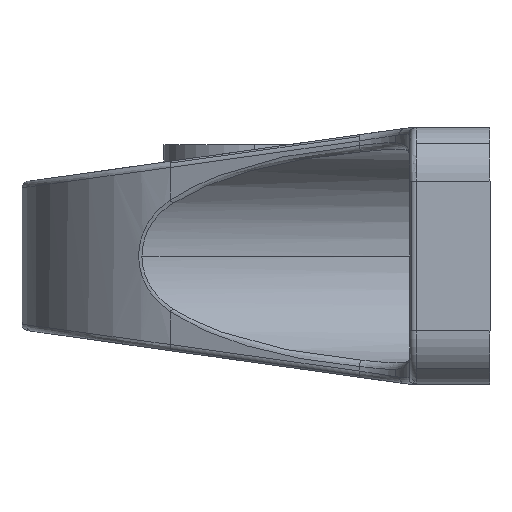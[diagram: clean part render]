
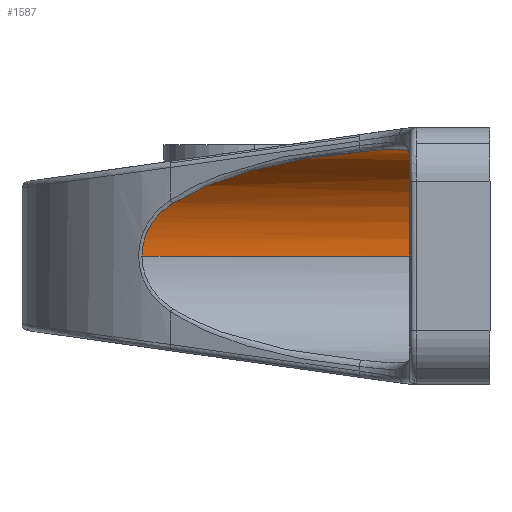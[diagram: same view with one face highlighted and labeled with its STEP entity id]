
A CAD part, left-side view. The second image highlights one B-rep face of the part: STEP entity #1587.
In plain terms, the highlighted cylindrical face has radius 12.7 mm (diameter 25.4 mm), a partial arc.
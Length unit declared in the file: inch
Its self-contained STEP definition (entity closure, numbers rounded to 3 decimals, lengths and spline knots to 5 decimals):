
#1526=CARTESIAN_POINT('',(-0.54062,-0.45795,0.6));
#1527=DIRECTION('',(0.0,1.0,0.0));
#1528=DIRECTION('',(-1.0,0.0,0.0));
#1529=AXIS2_PLACEMENT_3D('',#1526,#1527,#1528);
#1530=CYLINDRICAL_SURFACE('',#1529,0.5);
#1531=CARTESIAN_POINT('',(-0.04062,-0.39535,0.6));
#1532=VERTEX_POINT('',#1531);
#1533=CARTESIAN_POINT('',(-0.04062,0.85673,0.6));
#1534=VERTEX_POINT('',#1533);
#1535=CARTESIAN_POINT('',(-0.04062,-0.39535,0.6));
#1536=DIRECTION('',(0.,1.0,0.));
#1537=VECTOR('',#1536,1.25208);
#1538=LINE('',#1535,#1537);
#1539=EDGE_CURVE('',#1532,#1534,#1538,.T.);
#1540=ORIENTED_EDGE('',*,*,#1539,.F.);
#1541=CARTESIAN_POINT('',(-0.63636,-0.39535,1.09075));
#1542=VERTEX_POINT('',#1541);
#1543=CARTESIAN_POINT('',(-0.54062,-0.39535,0.6));
#1544=DIRECTION('',(0.0,1.0,0.0));
#1545=DIRECTION('',(-1.0,0.0,0.0));
#1546=AXIS2_PLACEMENT_3D('',#1543,#1544,#1545);
#1547=CIRCLE('',#1546,0.5);
#1548=EDGE_CURVE('',#1542,#1532,#1547,.T.);
#1549=ORIENTED_EDGE('',*,*,#1548,.F.);
#1550=CARTESIAN_POINT('',(-0.42786,-0.16981,1.08712));
#1551=VERTEX_POINT('',#1550);
#1552=CARTESIAN_POINT('',(-0.42786,-0.16981,1.08712));
#1553=CARTESIAN_POINT('',(-0.43562,-0.19105,1.08892));
#1554=CARTESIAN_POINT('',(-0.44516,-0.21174,1.09093));
#1555=CARTESIAN_POINT('',(-0.4742,-0.26295,1.0959));
#1556=CARTESIAN_POINT('',(-0.49607,-0.29167,1.09865));
#1557=CARTESIAN_POINT('',(-0.55485,-0.35023,1.10092));
#1558=CARTESIAN_POINT('',(-0.5945,-0.37699,1.09884));
#1559=CARTESIAN_POINT('',(-0.63637,-0.39532,1.09072));
#1560=B_SPLINE_CURVE_WITH_KNOTS('',3,(#1552,#1553,#1554,#1555,#1556,#1557,#1558,#1559),.UNSPECIFIED.,.F.,.U.,(4,2,2,4),(0.,0.17415,0.45278,0.8224),.UNSPECIFIED.);
#1561=EDGE_CURVE('',#1551,#1542,#1560,.T.);
#1562=ORIENTED_EDGE('',*,*,#1561,.F.);
#1563=CARTESIAN_POINT('',(-0.10545,0.71259,0.84623));
#1564=VERTEX_POINT('',#1563);
#1565=CARTESIAN_POINT('',(-0.54062,-0.47841,0.6));
#1566=DIRECTION('',(0.939,-0.343,0.0));
#1567=DIRECTION('',(0.343,0.939,0.0));
#1568=AXIS2_PLACEMENT_3D('',#1565,#1566,#1567);
#1569=ELLIPSE('',#1568,1.45693,0.5);
#1570=EDGE_CURVE('',#1564,#1551,#1569,.T.);
#1571=ORIENTED_EDGE('',*,*,#1570,.F.);
#1572=CARTESIAN_POINT('',(-0.04062,0.85673,0.6));
#1573=CARTESIAN_POINT('',(-0.04062,0.85673,0.61252));
#1574=CARTESIAN_POINT('',(-0.04109,0.85586,0.62501));
#1575=CARTESIAN_POINT('',(-0.0435,0.85137,0.65722));
#1576=CARTESIAN_POINT('',(-0.04616,0.8464,0.67664));
#1577=CARTESIAN_POINT('',(-0.05557,0.82822,0.72509));
#1578=CARTESIAN_POINT('',(-0.06376,0.81191,0.75259));
#1579=CARTESIAN_POINT('',(-0.08316,0.76945,0.80388));
#1580=CARTESIAN_POINT('',(-0.09464,0.74219,0.82712));
#1581=CARTESIAN_POINT('',(-0.10545,0.71259,0.84623));
#1582=B_SPLINE_CURVE_WITH_KNOTS('',3,(#1572,#1573,#1574,#1575,#1576,#1577,#1578,#1579,#1580,#1581),.UNSPECIFIED.,.F.,.U.,(4,2,2,2,4),(0.8084,0.9093,1.07095,1.32959,1.61652),.UNSPECIFIED.);
#1583=EDGE_CURVE('',#1534,#1564,#1582,.T.);
#1584=ORIENTED_EDGE('',*,*,#1583,.F.);
#1585=EDGE_LOOP('',(#1540,#1549,#1562,#1571,#1584));
#1586=FACE_OUTER_BOUND('',#1585,.T.);
#1587=ADVANCED_FACE('',(#1586),#1530,.F.);
